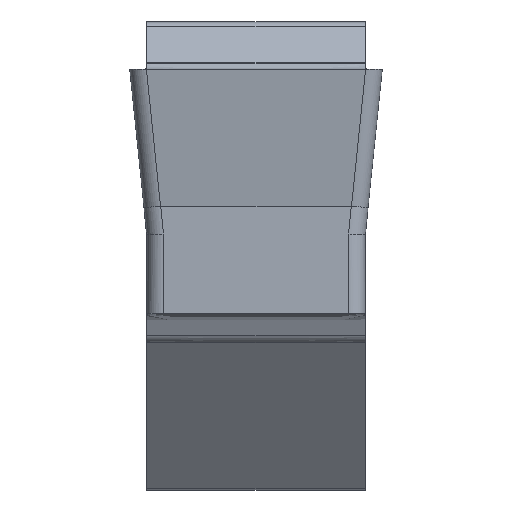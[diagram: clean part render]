
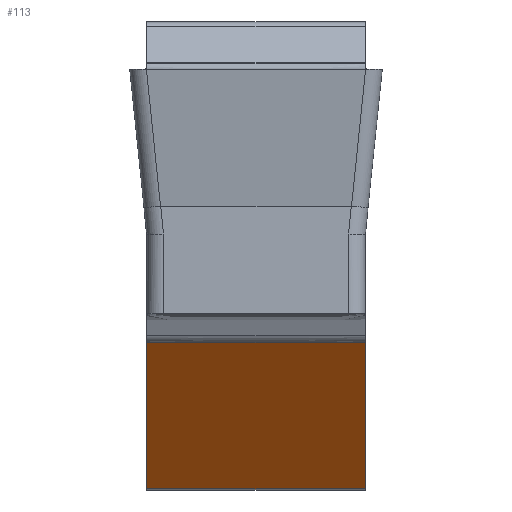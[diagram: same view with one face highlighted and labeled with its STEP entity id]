
A CAD part, front view. The second image highlights one B-rep face of the part: STEP entity #113.
In plain terms, the highlighted planar face has unit normal (0, -0.342, -0.94).
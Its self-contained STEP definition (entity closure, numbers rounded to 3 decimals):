
#113=ADVANCED_FACE('',(#176),#144,.F.);
#144=PLANE('',#914);
#176=FACE_OUTER_BOUND('',#218,.T.);
#218=EDGE_LOOP('',(#400,#401,#402,#403));
#400=ORIENTED_EDGE('',*,*,#651,.F.);
#401=ORIENTED_EDGE('',*,*,#590,.F.);
#402=ORIENTED_EDGE('',*,*,#650,.T.);
#403=ORIENTED_EDGE('',*,*,#584,.F.);
#503=VERTEX_POINT('',#1309);
#504=VERTEX_POINT('',#1311);
#508=VERTEX_POINT('',#1347);
#509=VERTEX_POINT('',#1349);
#584=EDGE_CURVE('',#503,#504,#689,.T.);
#590=EDGE_CURVE('',#508,#509,#691,.T.);
#650=EDGE_CURVE('',#508,#504,#728,.T.);
#651=EDGE_CURVE('',#509,#503,#729,.T.);
#689=LINE('',#1310,#759);
#691=LINE('',#1348,#761);
#728=LINE('',#1626,#802);
#729=LINE('',#1635,#804);
#759=VECTOR('',#992,1.);
#761=VECTOR('',#998,1.);
#802=VECTOR('',#1101,1.);
#804=VECTOR('',#1103,1.);
#914=AXIS2_PLACEMENT_3D('',#1636,#1104,#1105);
#992=DIRECTION('',(0.,-0.94,0.342));
#998=DIRECTION('',(0.,0.94,-0.342));
#1101=DIRECTION('',(-1.,0.,0.));
#1103=DIRECTION('',(-1.,0.,0.));
#1104=DIRECTION('',(0.,0.342,0.94));
#1105=DIRECTION('',(0.,-0.94,0.342));
#1309=CARTESIAN_POINT('',(-2.6,3.742,-9.975));
#1310=CARTESIAN_POINT('',(-2.6,-2.768,-7.605));
#1311=CARTESIAN_POINT('',(-2.6,-5.816,-6.496));
#1347=CARTESIAN_POINT('',(2.6,-5.816,-6.496));
#1348=CARTESIAN_POINT('',(2.6,-2.768,-7.605));
#1349=CARTESIAN_POINT('',(2.6,3.742,-9.975));
#1626=CARTESIAN_POINT('',(-5.4,-5.816,-6.496));
#1635=CARTESIAN_POINT('',(-5.4,3.742,-9.975));
#1636=CARTESIAN_POINT('',(-5.4,3.742,-9.975));
